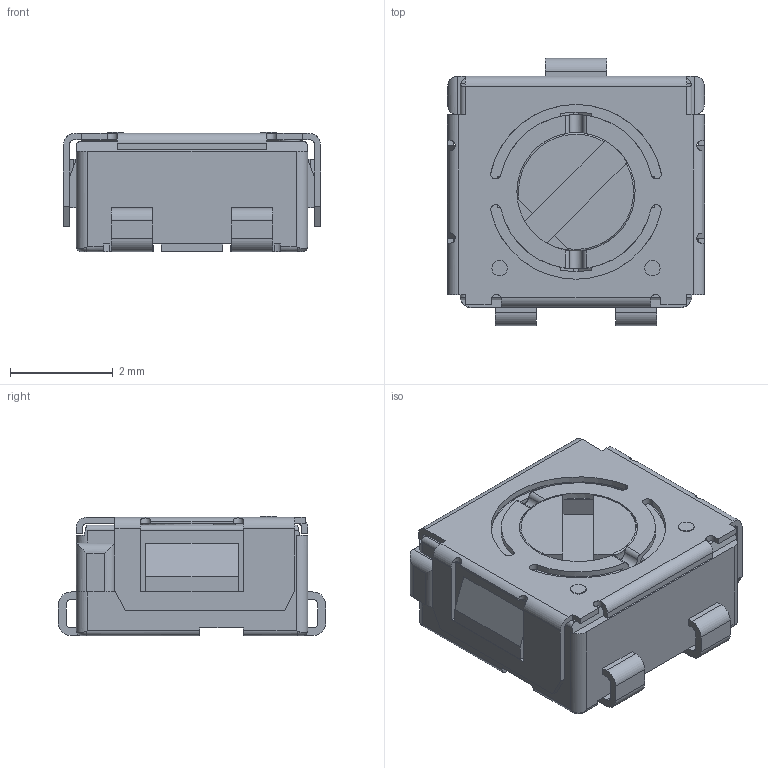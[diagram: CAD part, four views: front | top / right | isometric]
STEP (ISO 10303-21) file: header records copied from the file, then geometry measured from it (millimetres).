
FILE_DESCRIPTION(('FreeCAD Model'),'2;1');
FILE_NAME('Fusion.step', '2016-11-22T16:33:14',('Author'),(''), 'Open CASCADE STEP processor 6.8','FreeCAD','Unknown');
FILE_SCHEMA(('AUTOMOTIVE_DESIGN_CC2 { 1 2 10303 214 -1 1 5 4 }'));
Length unit declared in the file: millimetre
Products named in the file (1): Fusion
Bounding box: 5 x 5.2 x 2.32 mm (x, y, z)
Volume: 43.8 mm3; surface area: 153.5 mm2
Topology: 1 solids, 1 shells, 236 faces, 701 edges, 461 vertices
Faces by surface type: plane 142, cylinder 88, torus 4, revolution 2
Full cylindrical faces by diameter (mm): 0.3 x2, 0.4 x1, 0.8 x4, 3.4 x1, 3.8 x1
Entity records: 29619 total; most frequent: CARTESIAN_POINT 14761, DIRECTION 2246, ORIENTED_EDGE 1402, PCURVE 1402, DEFINITIONAL_REPRESENTATION 1402, LINE 1224, VECTOR 1224, EDGE_CURVE 701
